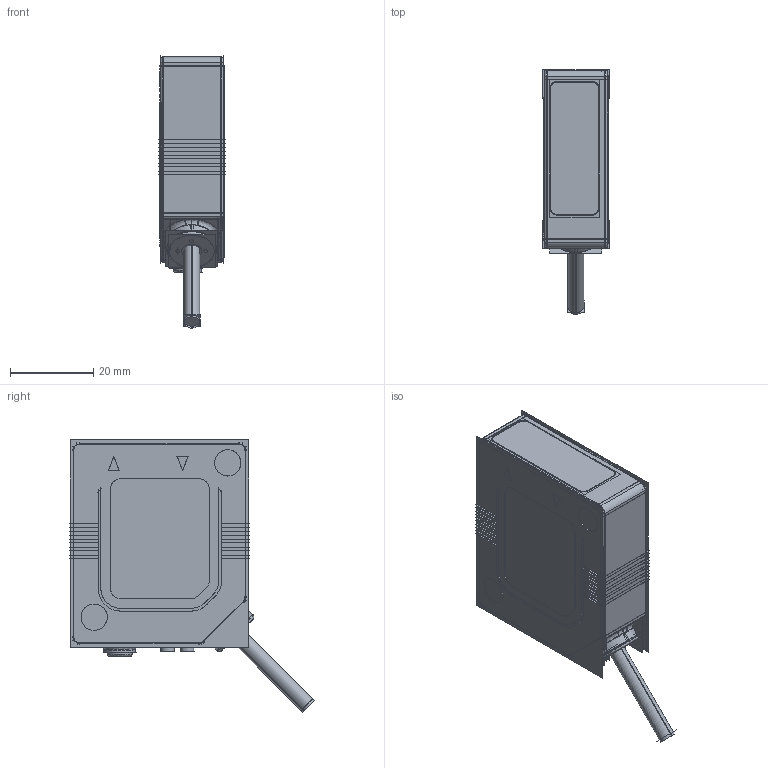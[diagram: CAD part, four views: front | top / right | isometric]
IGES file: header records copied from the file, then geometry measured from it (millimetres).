
Start section:  PTC IGES file: 188700.igs
Global section: file name: 188700.igs; native system: Creo Parametric by Parametric Technology Corporation; preprocessor: 2013230; author: pdmadmin; organization: Unknown; date: 20151106.064556; units: millimetre
Bounding box: 15.91 x 58.57 x 65.23 mm (x, y, z)
Volume: 13083.8 mm3; surface area: 234763.4 mm2
Topology: 9 solids, 9 shells, 2266 faces, 11282 edges, 14079 vertices
Faces by surface type: bspline 1292, revolution 974
